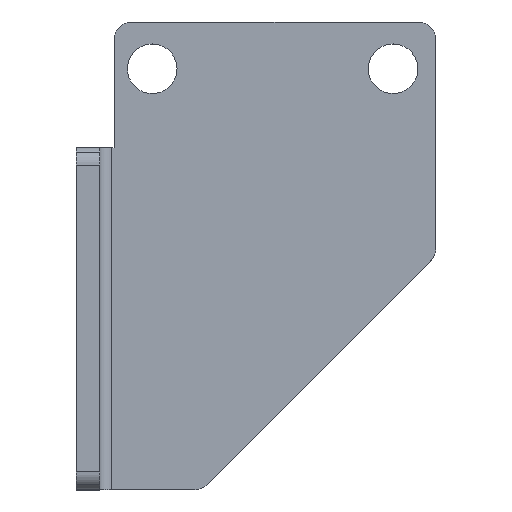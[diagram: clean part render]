
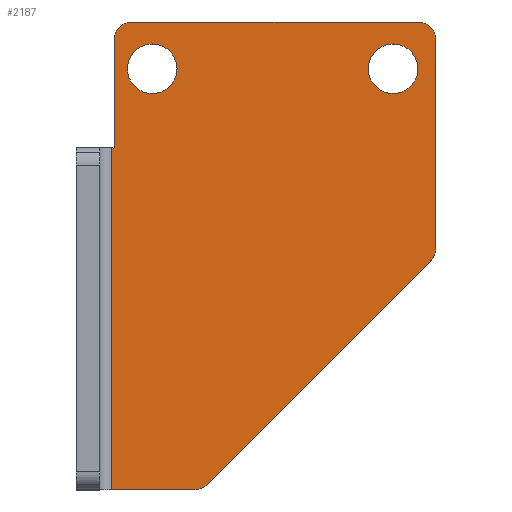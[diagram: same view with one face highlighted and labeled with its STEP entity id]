
A CAD part, top view. The second image highlights one B-rep face of the part: STEP entity #2187.
In plain terms, the highlighted planar face has unit normal (0, 0, 1).
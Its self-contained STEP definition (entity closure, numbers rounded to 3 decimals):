
#324=CARTESIAN_POINT('',(5.947,67.195,4.0));
#325=VERTEX_POINT('',#324);
#341=CARTESIAN_POINT('',(-2.553,67.195,4.0));
#342=VERTEX_POINT('',#341);
#349=CARTESIAN_POINT('',(1.697,67.195,4.0));
#350=DIRECTION('',(0.0,0.0,-1.0));
#351=DIRECTION('',(1.0,0.0,0.0));
#352=AXIS2_PLACEMENT_3D('',#349,#350,#351);
#353=CIRCLE('',#352,4.25);
#354=EDGE_CURVE('',#325,#342,#353,.T.);
#387=CARTESIAN_POINT('',(-35.253,67.195,4.0));
#388=VERTEX_POINT('',#387);
#404=CARTESIAN_POINT('',(-43.753,67.195,4.0));
#405=VERTEX_POINT('',#404);
#412=CARTESIAN_POINT('',(-39.503,67.195,4.0));
#413=DIRECTION('',(0.0,0.0,-1.0));
#414=DIRECTION('',(1.0,0.0,0.0));
#415=AXIS2_PLACEMENT_3D('',#412,#413,#414);
#416=CIRCLE('',#415,4.25);
#417=EDGE_CURVE('',#388,#405,#416,.T.);
#1582=CARTESIAN_POINT('',(-39.503,67.195,4.0));
#1583=DIRECTION('',(0.0,0.0,-1.0));
#1584=DIRECTION('',(1.0,0.0,0.0));
#1585=AXIS2_PLACEMENT_3D('',#1582,#1583,#1584);
#1586=CIRCLE('',#1585,4.25);
#1587=EDGE_CURVE('',#405,#388,#1586,.T.);
#1621=CARTESIAN_POINT('',(1.697,67.195,4.0));
#1622=DIRECTION('',(0.0,0.0,-1.0));
#1623=DIRECTION('',(1.0,0.0,0.0));
#1624=AXIS2_PLACEMENT_3D('',#1621,#1622,#1623);
#1625=CIRCLE('',#1624,4.25);
#1626=EDGE_CURVE('',#342,#325,#1625,.T.);
#1999=CARTESIAN_POINT('',(-46.503,53.695,4.0));
#2000=VERTEX_POINT('',#1999);
#2008=CARTESIAN_POINT('',(-46.003,53.695,4.0));
#2009=VERTEX_POINT('',#2008);
#2010=CARTESIAN_POINT('',(-46.003,53.695,4.0));
#2011=DIRECTION('',(-1.0,0.0,0.0));
#2012=VECTOR('',#2011,0.5);
#2013=LINE('',#2010,#2012);
#2014=EDGE_CURVE('',#2009,#2000,#2013,.T.);
#2052=CARTESIAN_POINT('',(-46.503,-4.805,4.0));
#2053=VERTEX_POINT('',#2052);
#2061=CARTESIAN_POINT('',(-46.503,53.695,4.0));
#2062=DIRECTION('',(0.0,-1.0,0.0));
#2063=VECTOR('',#2062,58.5);
#2064=LINE('',#2061,#2063);
#2065=EDGE_CURVE('',#2000,#2053,#2064,.T.);
#2096=CARTESIAN_POINT('',(-22.515,39.993,4.0));
#2097=DIRECTION('',(0.0,0.0,1.0));
#2098=DIRECTION('',(1.0,0.0,0.0));
#2099=AXIS2_PLACEMENT_3D('',#2096,#2097,#2098);
#2100=PLANE('',#2099);
#2101=ORIENTED_EDGE('',*,*,#2065,.T.);
#2102=CARTESIAN_POINT('',(-32.245,-4.805,4.0));
#2103=VERTEX_POINT('',#2102);
#2104=CARTESIAN_POINT('',(-46.503,-4.805,4.0));
#2105=DIRECTION('',(1.0,0.0,0.0));
#2106=VECTOR('',#2105,14.257);
#2107=LINE('',#2104,#2106);
#2108=EDGE_CURVE('',#2053,#2103,#2107,.T.);
#2109=ORIENTED_EDGE('',*,*,#2108,.T.);
#2110=CARTESIAN_POINT('',(-30.124,-3.926,4.0));
#2111=VERTEX_POINT('',#2110);
#2112=CARTESIAN_POINT('',(-32.245,-1.805,4.0));
#2113=DIRECTION('',(0.0,0.0,-1.0));
#2114=DIRECTION('',(0.0,-1.0,0.0));
#2115=AXIS2_PLACEMENT_3D('',#2112,#2113,#2114);
#2116=CIRCLE('',#2115,3.);
#2117=EDGE_CURVE('',#2111,#2103,#2116,.T.);
#2118=ORIENTED_EDGE('',*,*,#2117,.F.);
#2119=CARTESIAN_POINT('',(8.119,34.317,4.0));
#2120=VERTEX_POINT('',#2119);
#2121=CARTESIAN_POINT('',(8.119,34.317,4.0));
#2122=DIRECTION('',(-0.707,-0.707,0.0));
#2123=VECTOR('',#2122,54.083);
#2124=LINE('',#2121,#2123);
#2125=EDGE_CURVE('',#2120,#2111,#2124,.T.);
#2126=ORIENTED_EDGE('',*,*,#2125,.F.);
#2127=CARTESIAN_POINT('',(8.997,36.438,4.0));
#2128=VERTEX_POINT('',#2127);
#2129=CARTESIAN_POINT('',(5.997,36.438,4.0));
#2130=DIRECTION('',(0.0,0.0,-1.));
#2131=DIRECTION('',(0.707,-0.707,0.0));
#2132=AXIS2_PLACEMENT_3D('',#2129,#2130,#2131);
#2133=CIRCLE('',#2132,3.);
#2134=EDGE_CURVE('',#2128,#2120,#2133,.T.);
#2135=ORIENTED_EDGE('',*,*,#2134,.F.);
#2136=CARTESIAN_POINT('',(8.997,72.195,4.0));
#2137=VERTEX_POINT('',#2136);
#2138=CARTESIAN_POINT('',(8.997,72.195,4.0));
#2139=DIRECTION('',(0.0,-1.0,0.0));
#2140=VECTOR('',#2139,35.757);
#2141=LINE('',#2138,#2140);
#2142=EDGE_CURVE('',#2137,#2128,#2141,.T.);
#2143=ORIENTED_EDGE('',*,*,#2142,.F.);
#2144=CARTESIAN_POINT('',(5.997,75.195,4.0));
#2145=VERTEX_POINT('',#2144);
#2146=CARTESIAN_POINT('',(5.997,72.195,4.0));
#2147=DIRECTION('',(0.0,0.0,-1.0));
#2148=DIRECTION('',(1.0,0.0,0.0));
#2149=AXIS2_PLACEMENT_3D('',#2146,#2147,#2148);
#2150=CIRCLE('',#2149,3.);
#2151=EDGE_CURVE('',#2145,#2137,#2150,.T.);
#2152=ORIENTED_EDGE('',*,*,#2151,.F.);
#2153=CARTESIAN_POINT('',(-43.003,75.195,4.0));
#2154=VERTEX_POINT('',#2153);
#2155=CARTESIAN_POINT('',(-43.003,75.195,4.0));
#2156=DIRECTION('',(1.0,0.0,0.0));
#2157=VECTOR('',#2156,49.0);
#2158=LINE('',#2155,#2157);
#2159=EDGE_CURVE('',#2154,#2145,#2158,.T.);
#2160=ORIENTED_EDGE('',*,*,#2159,.F.);
#2161=CARTESIAN_POINT('',(-46.003,72.195,4.0));
#2162=VERTEX_POINT('',#2161);
#2163=CARTESIAN_POINT('',(-43.003,72.195,4.0));
#2164=DIRECTION('',(0.0,0.0,-1.0));
#2165=DIRECTION('',(0.0,1.0,0.0));
#2166=AXIS2_PLACEMENT_3D('',#2163,#2164,#2165);
#2167=CIRCLE('',#2166,3.);
#2168=EDGE_CURVE('',#2162,#2154,#2167,.T.);
#2169=ORIENTED_EDGE('',*,*,#2168,.F.);
#2170=CARTESIAN_POINT('',(-46.003,53.695,4.0));
#2171=DIRECTION('',(0.0,1.0,0.0));
#2172=VECTOR('',#2171,18.5);
#2173=LINE('',#2170,#2172);
#2174=EDGE_CURVE('',#2009,#2162,#2173,.T.);
#2175=ORIENTED_EDGE('',*,*,#2174,.F.);
#2176=ORIENTED_EDGE('',*,*,#2014,.T.);
#2177=EDGE_LOOP('',(#2101,#2109,#2118,#2126,#2135,#2143,#2152,#2160,#2169,#2175,#2176));
#2178=FACE_OUTER_BOUND('',#2177,.T.);
#2179=ORIENTED_EDGE('',*,*,#417,.T.);
#2180=ORIENTED_EDGE('',*,*,#1587,.T.);
#2181=EDGE_LOOP('',(#2179,#2180));
#2182=FACE_BOUND('',#2181,.T.);
#2183=ORIENTED_EDGE('',*,*,#354,.T.);
#2184=ORIENTED_EDGE('',*,*,#1626,.T.);
#2185=EDGE_LOOP('',(#2183,#2184));
#2186=FACE_BOUND('',#2185,.T.);
#2187=ADVANCED_FACE('',(#2178,#2182,#2186),#2100,.T.);
